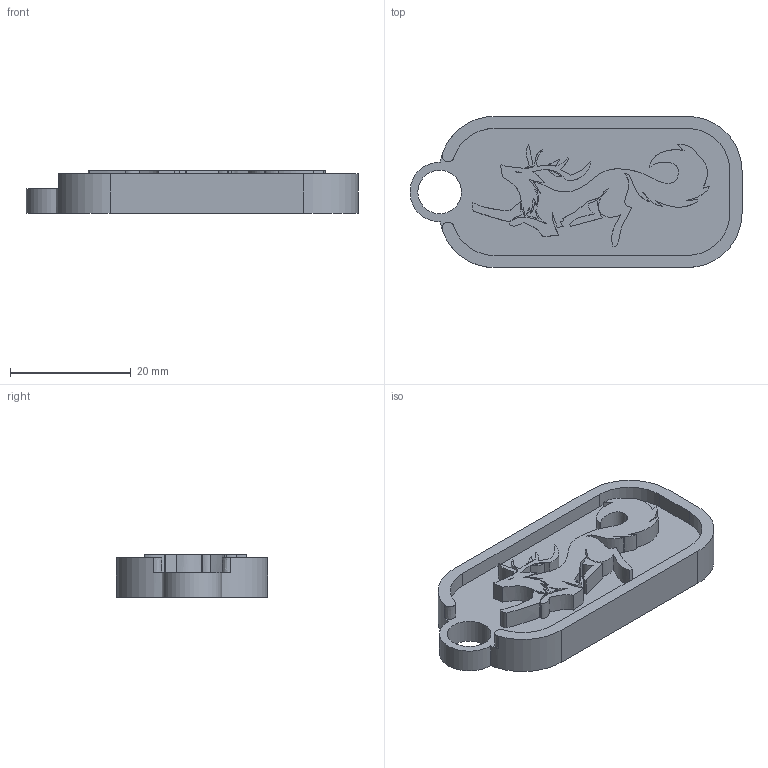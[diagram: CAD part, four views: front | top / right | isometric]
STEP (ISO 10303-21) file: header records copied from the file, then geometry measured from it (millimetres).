
FILE_DESCRIPTION(/* description */ (''),/* implementation_level */ '2;1');
FILE_NAME(/* name */ 'fox.step',/* time_stamp */ '2023-05-12T03:04:05+03:00',/* author */ (''),/* organization */ (''),/* preprocessor_version */ 'ST-DEVELOPER v19.2',/* originating_system */ 'Autodesk Translation Framework v12.4.0.73',/* authorisation */ '');
FILE_SCHEMA (('AUTOMOTIVE_DESIGN { 1 0 10303 214 3 1 1 }'));
Length unit declared in the file: millimetre
Products named in the file (1): (Unsaved)
Bounding box: 54.91 x 25 x 7 mm (x, y, z)
Volume: 6007.5 mm3; surface area: 4457.5 mm2
Topology: 1 solids, 1 shells, 149 faces, 421 edges, 282 vertices
Faces by surface type: plane 85, bspline 54, cylinder 10
Full cylindrical faces by diameter (mm): 7.211 x1
Entity records: 5026 total; most frequent: CARTESIAN_POINT 1665, ORIENTED_EDGE 842, DIRECTION 508, EDGE_CURVE 421, VERTEX_POINT 282, LINE 272, VECTOR 272, EDGE_LOOP 159
